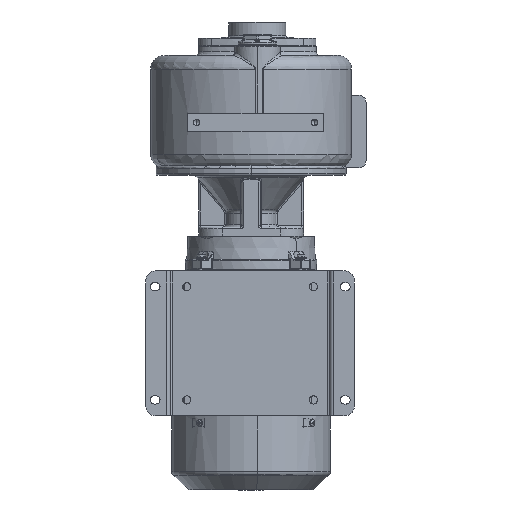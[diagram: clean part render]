
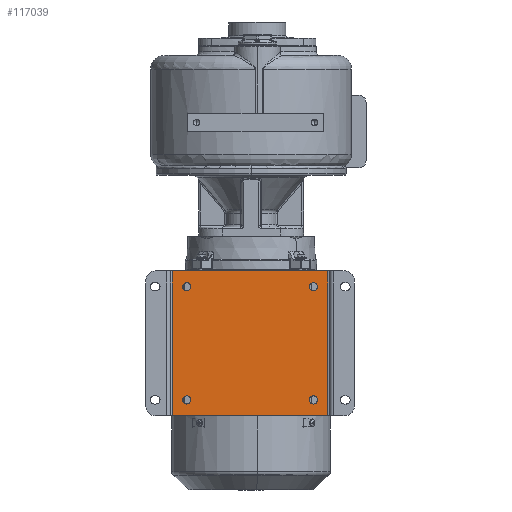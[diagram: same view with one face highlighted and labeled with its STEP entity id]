
A CAD part, front view. The second image highlights one B-rep face of the part: STEP entity #117039.
In plain terms, the highlighted planar face has unit normal (0, -1, 0).
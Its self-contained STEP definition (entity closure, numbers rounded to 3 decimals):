
#34726=DIRECTION('',(0.,0.,1.));
#34727=VECTOR('',#34726,160.);
#34728=CARTESIAN_POINT('',(84.923,-92.,-198.5));
#34729=LINE('',#34728,#34727);
#34730=CARTESIAN_POINT('',(68.923,-92.,-56.));
#34731=DIRECTION('',(0.,1.,0.));
#34732=DIRECTION('',(0.,0.,1.));
#34733=AXIS2_PLACEMENT_3D('',#34730,#34731,#34732);
#34735=CARTESIAN_POINT('',(68.923,-92.,-56.));
#34736=DIRECTION('',(0.,1.,0.));
#34737=DIRECTION('',(0.,0.,-1.));
#34738=AXIS2_PLACEMENT_3D('',#34735,#34736,#34737);
#34740=CARTESIAN_POINT('',(-71.077,-92.,-56.));
#34741=DIRECTION('',(0.,1.,0.));
#34742=DIRECTION('',(0.,0.,1.));
#34743=AXIS2_PLACEMENT_3D('',#34740,#34741,#34742);
#34745=CARTESIAN_POINT('',(-71.077,-92.,-56.));
#34746=DIRECTION('',(0.,1.,0.));
#34747=DIRECTION('',(0.,0.,-1.));
#34748=AXIS2_PLACEMENT_3D('',#34745,#34746,#34747);
#34750=CARTESIAN_POINT('',(68.923,-92.,-181.));
#34751=DIRECTION('',(0.,1.,0.));
#34752=DIRECTION('',(0.,0.,1.));
#34753=AXIS2_PLACEMENT_3D('',#34750,#34751,#34752);
#34755=CARTESIAN_POINT('',(68.923,-92.,-181.));
#34756=DIRECTION('',(0.,1.,0.));
#34757=DIRECTION('',(0.,0.,-1.));
#34758=AXIS2_PLACEMENT_3D('',#34755,#34756,#34757);
#34760=CARTESIAN_POINT('',(-71.077,-92.,-181.));
#34761=DIRECTION('',(0.,1.,0.));
#34762=DIRECTION('',(0.,0.,1.));
#34763=AXIS2_PLACEMENT_3D('',#34760,#34761,#34762);
#34765=CARTESIAN_POINT('',(-71.077,-92.,-181.));
#34766=DIRECTION('',(0.,1.,0.));
#34767=DIRECTION('',(0.,0.,-1.));
#34768=AXIS2_PLACEMENT_3D('',#34765,#34766,#34767);
#34778=DIRECTION('',(-1.,0.,0.));
#34779=VECTOR('',#34778,172.);
#34780=CARTESIAN_POINT('',(84.923,-92.,-198.5));
#34781=LINE('',#34780,#34779);
#34822=DIRECTION('',(-1.,0.,0.));
#34823=VECTOR('',#34822,172.);
#34824=CARTESIAN_POINT('',(84.923,-92.,-38.5));
#34825=LINE('',#34824,#34823);
#37732=DIRECTION('',(0.,0.,1.));
#37733=VECTOR('',#37732,160.);
#37734=CARTESIAN_POINT('',(-87.077,-92.,-198.5));
#37735=LINE('',#37734,#37733);
#70497=CARTESIAN_POINT('',(84.923,-92.,-198.5));
#70498=VERTEX_POINT('',#70497);
#70499=CARTESIAN_POINT('',(-87.077,-92.,-198.5));
#70500=VERTEX_POINT('',#70499);
#70513=CARTESIAN_POINT('',(84.923,-92.,-38.5));
#70514=VERTEX_POINT('',#70513);
#70515=CARTESIAN_POINT('',(-87.077,-92.,-38.5));
#70516=VERTEX_POINT('',#70515);
#70587=CARTESIAN_POINT('',(-71.077,-92.,-176.5));
#70588=CARTESIAN_POINT('',(-71.077,-92.,-185.5));
#70589=VERTEX_POINT('',#70587);
#70590=VERTEX_POINT('',#70588);
#70591=CARTESIAN_POINT('',(68.923,-92.,-176.5));
#70592=CARTESIAN_POINT('',(68.923,-92.,-185.5));
#70593=VERTEX_POINT('',#70591);
#70594=VERTEX_POINT('',#70592);
#70595=CARTESIAN_POINT('',(-71.077,-92.,-51.5));
#70596=CARTESIAN_POINT('',(-71.077,-92.,-60.5));
#70597=VERTEX_POINT('',#70595);
#70598=VERTEX_POINT('',#70596);
#70599=CARTESIAN_POINT('',(68.923,-92.,-51.5));
#70600=CARTESIAN_POINT('',(68.923,-92.,-60.5));
#70601=VERTEX_POINT('',#70599);
#70602=VERTEX_POINT('',#70600);
#117002=CARTESIAN_POINT('',(84.923,-92.,-198.5));
#117003=DIRECTION('',(0.,1.,0.));
#117004=DIRECTION('',(-1.,0.,0.));
#117005=AXIS2_PLACEMENT_3D('',#117002,#117003,#117004);
#117006=PLANE('',#117005);
#117008=ORIENTED_EDGE('',*,*,#117007,.T.);
#117010=ORIENTED_EDGE('',*,*,#117009,.T.);
#117012=ORIENTED_EDGE('',*,*,#117011,.F.);
#117014=ORIENTED_EDGE('',*,*,#117013,.F.);
#117015=EDGE_LOOP('',(#117008,#117010,#117012,#117014));
#117016=FACE_OUTER_BOUND('',#117015,.F.);
#117018=ORIENTED_EDGE('',*,*,#117017,.F.);
#117020=ORIENTED_EDGE('',*,*,#117019,.F.);
#117021=EDGE_LOOP('',(#117018,#117020));
#117022=FACE_BOUND('',#117021,.F.);
#117024=ORIENTED_EDGE('',*,*,#117023,.F.);
#117026=ORIENTED_EDGE('',*,*,#117025,.F.);
#117027=EDGE_LOOP('',(#117024,#117026));
#117028=FACE_BOUND('',#117027,.F.);
#117030=ORIENTED_EDGE('',*,*,#117029,.F.);
#117032=ORIENTED_EDGE('',*,*,#117031,.F.);
#117033=EDGE_LOOP('',(#117030,#117032));
#117034=FACE_BOUND('',#117033,.F.);
#117035=ORIENTED_EDGE('',*,*,#116982,.F.);
#117036=ORIENTED_EDGE('',*,*,#116996,.F.);
#117037=EDGE_LOOP('',(#117035,#117036));
#117038=FACE_BOUND('',#117037,.F.);
#117039=ADVANCED_FACE('',(#117016,#117022,#117028,#117034,#117038),#117006,.F.);
#34734=CIRCLE('',#34733,4.5);
#34739=CIRCLE('',#34738,4.5);
#34744=CIRCLE('',#34743,4.5);
#34749=CIRCLE('',#34748,4.5);
#34754=CIRCLE('',#34753,4.5);
#34759=CIRCLE('',#34758,4.5);
#34764=CIRCLE('',#34763,4.5);
#34769=CIRCLE('',#34768,4.5);
#116982=EDGE_CURVE('',#70589,#70590,#34764,.T.);
#116996=EDGE_CURVE('',#70590,#70589,#34769,.T.);
#117007=EDGE_CURVE('',#70498,#70500,#34781,.T.);
#117009=EDGE_CURVE('',#70500,#70516,#37735,.T.);
#117011=EDGE_CURVE('',#70514,#70516,#34825,.T.);
#117013=EDGE_CURVE('',#70498,#70514,#34729,.T.);
#117017=EDGE_CURVE('',#70601,#70602,#34734,.T.);
#117019=EDGE_CURVE('',#70602,#70601,#34739,.T.);
#117023=EDGE_CURVE('',#70597,#70598,#34744,.T.);
#117025=EDGE_CURVE('',#70598,#70597,#34749,.T.);
#117029=EDGE_CURVE('',#70593,#70594,#34754,.T.);
#117031=EDGE_CURVE('',#70594,#70593,#34759,.T.);
